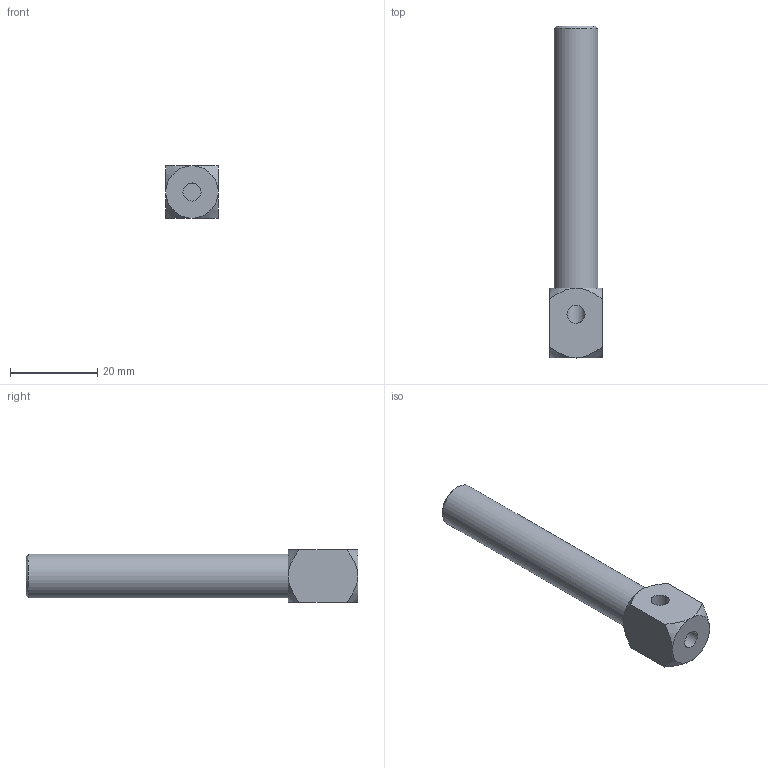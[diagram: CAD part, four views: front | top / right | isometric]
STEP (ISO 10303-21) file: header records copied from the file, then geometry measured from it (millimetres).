
FILE_DESCRIPTION( ( 'STEP AP214' ), '1' );
FILE_NAME( 'CA.GSE.10M5M560.stp', '2014-07-09T10:00:33', ( ' ' ), ( ' ' ), 'XStep 1.0', ' ', ' ' );
FILE_SCHEMA( ( 'CONFIG_CONTROL_DESIGN) ( )' ) );
Length unit declared in the file: metre
Products named in the file (2): Assem1; GSE.10M5M560
Bounding box: 12 x 76 x 12 mm (x, y, z)
Surface area: 7863.6 mm2
Topology: 2 solids, 2 shells, 44 faces, 96 edges, 60 vertices
Faces by surface type: cone 20, plane 16, cylinder 8
Full cylindrical faces by diameter (mm): 4.134 x4, 5 x2, 10 x2
Entity records: 907 total; most frequent: CARTESIAN_POINT 273, DIRECTION 88, ORIENTED_EDGE 76, AXIS2_PLACEMENT_3D 42, EDGE_CURVE 38, EDGE_LOOP 32, VERTEX_POINT 27, FACE_OUTER_BOUND 26
